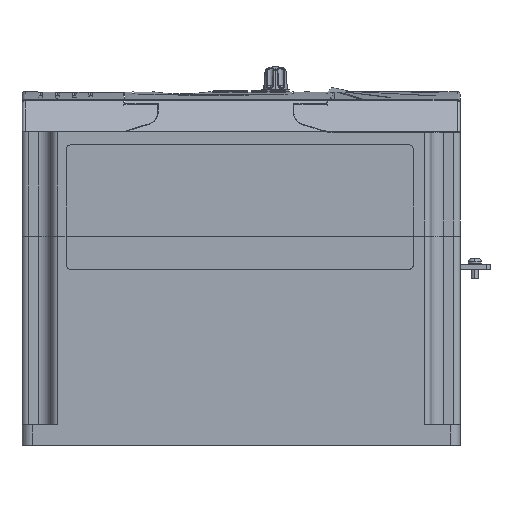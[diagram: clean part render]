
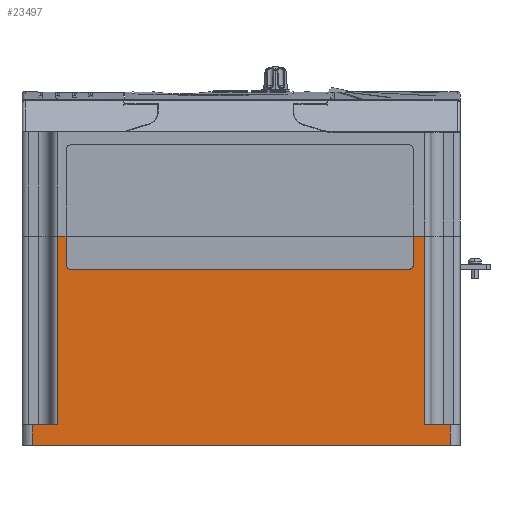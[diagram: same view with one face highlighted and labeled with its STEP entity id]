
A CAD part, left-side view. The second image highlights one B-rep face of the part: STEP entity #23497.
In plain terms, the highlighted planar face has unit normal (-1, 0, 0).
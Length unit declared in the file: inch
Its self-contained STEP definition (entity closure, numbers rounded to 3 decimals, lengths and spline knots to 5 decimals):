
#5 = VECTOR ( 'NONE', #21137, 39.37008 ) ;
#159 = EDGE_CURVE ( 'NONE', #4765, #36963, #27000, .T. ) ;
#694 = DIRECTION ( 'NONE',  ( 0., 1., 0. ) ) ;
#823 = VERTEX_POINT ( 'NONE', #25726 ) ;
#1050 = CARTESIAN_POINT ( 'NONE',  ( -2.46, 4.33, -3.00547 ) ) ;
#1057 = EDGE_CURVE ( 'NONE', #823, #1900, #14922, .T. ) ;
#1900 = VERTEX_POINT ( 'NONE', #9370 ) ;
#2513 = ORIENTED_EDGE ( 'NONE', *, *, #4361, .F. ) ;
#2664 = ORIENTED_EDGE ( 'NONE', *, *, #12684, .T. ) ;
#2870 = ORIENTED_EDGE ( 'NONE', *, *, #15937, .T. ) ;
#3032 = EDGE_CURVE ( 'NONE', #23669, #11332, #20183, .T. ) ;
#3299 = DIRECTION ( 'NONE',  ( 0., 0., 1. ) ) ;
#3315 = VERTEX_POINT ( 'NONE', #8582 ) ;
#4319 = CARTESIAN_POINT ( 'NONE',  ( -2.46, -3.40487, 1.13 ) ) ;
#4361 = EDGE_CURVE ( 'NONE', #36963, #21210, #21970, .T. ) ;
#4628 = CARTESIAN_POINT ( 'NONE',  ( -2.46, -3.40487, 0.5695 ) ) ;
#4765 = VERTEX_POINT ( 'NONE', #4628 ) ;
#4884 = VERTEX_POINT ( 'NONE', #18059 ) ;
#5156 = VECTOR ( 'NONE', #6659, 39.37008 ) ;
#5292 = LINE ( 'NONE', #8321, #20525 ) ;
#5374 = LINE ( 'NONE', #8112, #20611 ) ;
#5445 = VERTEX_POINT ( 'NONE', #6167 ) ;
#5915 = ORIENTED_EDGE ( 'NONE', *, *, #159, .F. ) ;
#6167 = CARTESIAN_POINT ( 'NONE',  ( -2.46, -4.13, -3.00447 ) ) ;
#6208 = CARTESIAN_POINT ( 'NONE',  ( -2.46, -3.40487, -3.00547 ) ) ;
#6616 = DIRECTION ( 'NONE',  ( 0., 0., -1. ) ) ;
#6659 = DIRECTION ( 'NONE',  ( 0., 0., 1. ) ) ;
#6837 = ORIENTED_EDGE ( 'NONE', *, *, #33950, .F. ) ;
#6971 = CARTESIAN_POINT ( 'NONE',  ( -2.46, -3.30487, 0.5695 ) ) ;
#7157 = DIRECTION ( 'NONE',  ( 0., 0., -1. ) ) ;
#7341 = CARTESIAN_POINT ( 'NONE',  ( -2.46, 4.33, 1.13 ) ) ;
#7393 = ORIENTED_EDGE ( 'NONE', *, *, #9284, .T. ) ;
#7437 = CARTESIAN_POINT ( 'NONE',  ( -2.46, -3.75, -3.00447 ) ) ;
#7540 = VERTEX_POINT ( 'NONE', #18263 ) ;
#8112 = CARTESIAN_POINT ( 'NONE',  ( -2.46, 4.13, -3.00547 ) ) ;
#8220 = VECTOR ( 'NONE', #27662, 39.37008 ) ;
#8321 = CARTESIAN_POINT ( 'NONE',  ( -2.46, 3.75, -3.00547 ) ) ;
#8582 = CARTESIAN_POINT ( 'NONE',  ( -2.46, 3.625, 1.13 ) ) ;
#9188 = LINE ( 'NONE', #12462, #8220 ) ;
#9255 = EDGE_CURVE ( 'NONE', #7540, #21210, #15184, .T. ) ;
#9284 = EDGE_CURVE ( 'NONE', #5445, #25843, #21367, .T. ) ;
#9370 = CARTESIAN_POINT ( 'NONE',  ( -2.46, 3.35955, 0.4695 ) ) ;
#9598 = DIRECTION ( 'NONE',  ( 0., -1., 0. ) ) ;
#9731 = CARTESIAN_POINT ( 'NONE',  ( -2.46, -4.13, -3.00547 ) ) ;
#9735 = CARTESIAN_POINT ( 'NONE',  ( -2.46, 3.35955, 0.4695 ) ) ;
#9942 = DIRECTION ( 'NONE',  ( 0., 0., 1. ) ) ;
#9981 = ORIENTED_EDGE ( 'NONE', *, *, #20988, .F. ) ;
#10056 = DIRECTION ( 'NONE',  ( 0., 0., -1. ) ) ;
#11332 = VERTEX_POINT ( 'NONE', #7437 ) ;
#11724 = VECTOR ( 'NONE', #3299, 39.37008 ) ;
#11759 = ORIENTED_EDGE ( 'NONE', *, *, #19598, .F. ) ;
#12133 = VECTOR ( 'NONE', #38356, 39.37008 ) ;
#12462 = CARTESIAN_POINT ( 'NONE',  ( -2.46, 4.33, -3.00447 ) ) ;
#12676 = ORIENTED_EDGE ( 'NONE', *, *, #33600, .T. ) ;
#12684 = EDGE_CURVE ( 'NONE', #4765, #823, #36522, .T. ) ;
#13394 = CARTESIAN_POINT ( 'NONE',  ( -2.46, 3.45955, 1.13 ) ) ;
#13472 = DIRECTION ( 'NONE',  ( 0., -1., 0. ) ) ;
#14116 = CARTESIAN_POINT ( 'NONE',  ( -2.46, 4.13, -3.00447 ) ) ;
#14148 = VERTEX_POINT ( 'NONE', #14116 ) ;
#14322 = AXIS2_PLACEMENT_3D ( 'NONE', #6971, #28308, #10056 ) ;
#14922 = LINE ( 'NONE', #9735, #37350 ) ;
#15184 = LINE ( 'NONE', #18772, #29526 ) ;
#15283 = VECTOR ( 'NONE', #9942, 39.37008 ) ;
#15339 = DIRECTION ( 'NONE',  ( 0., -1., 0. ) ) ;
#15461 = VECTOR ( 'NONE', #6616, 39.37008 ) ;
#15535 = ORIENTED_EDGE ( 'NONE', *, *, #9255, .T. ) ;
#15873 = CARTESIAN_POINT ( 'NONE',  ( -2.46, 4.33, -3.00547 ) ) ;
#15937 = EDGE_CURVE ( 'NONE', #36688, #4884, #37153, .T. ) ;
#16236 = LINE ( 'NONE', #34207, #15283 ) ;
#16289 = DIRECTION ( 'NONE',  ( 1., 0., 0. ) ) ;
#16752 = AXIS2_PLACEMENT_3D ( 'NONE', #1050, #25433, #7157 ) ;
#17653 = EDGE_CURVE ( 'NONE', #1900, #30424, #39319, .T. ) ;
#18059 = CARTESIAN_POINT ( 'NONE',  ( -2.46, 4.13, -2.6 ) ) ;
#18085 = CARTESIAN_POINT ( 'NONE',  ( -2.46, 4.33, -3.00447 ) ) ;
#18263 = CARTESIAN_POINT ( 'NONE',  ( -2.46, -3.625, -2.6 ) ) ;
#18772 = CARTESIAN_POINT ( 'NONE',  ( -2.46, -3.625, -3.00547 ) ) ;
#19189 = CARTESIAN_POINT ( 'NONE',  ( -2.46, 4.33, 1.13 ) ) ;
#19507 = DIRECTION ( 'NONE',  ( 0., 1., 0. ) ) ;
#19598 = EDGE_CURVE ( 'NONE', #5445, #11332, #9188, .T. ) ;
#20036 = CARTESIAN_POINT ( 'NONE',  ( -2.46, -3.75, -3.00547 ) ) ;
#20160 = EDGE_CURVE ( 'NONE', #30424, #34611, #16236, .T. ) ;
#20183 = LINE ( 'NONE', #20036, #12133 ) ;
#20206 = DIRECTION ( 'NONE',  ( 0., 0., -1. ) ) ;
#20525 = VECTOR ( 'NONE', #23637, 39.37008 ) ;
#20611 = VECTOR ( 'NONE', #20206, 39.37008 ) ;
#20986 = ORIENTED_EDGE ( 'NONE', *, *, #34269, .F. ) ;
#20988 = EDGE_CURVE ( 'NONE', #33245, #14148, #32404, .T. ) ;
#21137 = DIRECTION ( 'NONE',  ( 0., 1., 0. ) ) ;
#21140 = FACE_OUTER_BOUND ( 'NONE', #29256, .T. ) ;
#21210 = VERTEX_POINT ( 'NONE', #25416 ) ;
#21286 = LINE ( 'NONE', #15873, #37530 ) ;
#21367 = LINE ( 'NONE', #9731, #5156 ) ;
#21861 = EDGE_CURVE ( 'NONE', #27525, #23669, #21286, .T. ) ;
#21970 = LINE ( 'NONE', #7341, #29154 ) ;
#22450 = AXIS2_PLACEMENT_3D ( 'NONE', #34599, #16289, #37633 ) ;
#22605 = CARTESIAN_POINT ( 'NONE',  ( -2.46, 3.45955, 0.5695 ) ) ;
#23497 = ADVANCED_FACE ( 'NONE', ( #21140 ), #31199, .F. ) ;
#23558 = LINE ( 'NONE', #27954, #15461 ) ;
#23637 = DIRECTION ( 'NONE',  ( 0., 0., -1. ) ) ;
#23669 = VERTEX_POINT ( 'NONE', #38621 ) ;
#23846 = ORIENTED_EDGE ( 'NONE', *, *, #36843, .T. ) ;
#23974 = CARTESIAN_POINT ( 'NONE',  ( -2.46, 3.75, -3.00547 ) ) ;
#24821 = LINE ( 'NONE', #19189, #32932 ) ;
#25416 = CARTESIAN_POINT ( 'NONE',  ( -2.46, -3.625, 1.13 ) ) ;
#25433 = DIRECTION ( 'NONE',  ( 1., 0., 0. ) ) ;
#25726 = CARTESIAN_POINT ( 'NONE',  ( -2.46, -3.30487, 0.4695 ) ) ;
#25843 = VERTEX_POINT ( 'NONE', #34625 ) ;
#27000 = LINE ( 'NONE', #6208, #11724 ) ;
#27484 = ORIENTED_EDGE ( 'NONE', *, *, #17653, .T. ) ;
#27525 = VERTEX_POINT ( 'NONE', #23974 ) ;
#27662 = DIRECTION ( 'NONE',  ( 0., 1., 0. ) ) ;
#27954 = CARTESIAN_POINT ( 'NONE',  ( -2.46, 3.625, -3.00547 ) ) ;
#28308 = DIRECTION ( 'NONE',  ( 1., 0., 0. ) ) ;
#28417 = DIRECTION ( 'NONE',  ( 0., -1., 0. ) ) ;
#28617 = ORIENTED_EDGE ( 'NONE', *, *, #20160, .T. ) ;
#29053 = VECTOR ( 'NONE', #19507, 39.37008 ) ;
#29089 = VECTOR ( 'NONE', #9598, 39.37008 ) ;
#29154 = VECTOR ( 'NONE', #13472, 39.37008 ) ;
#29256 = EDGE_LOOP ( 'NONE', ( #30679, #36350, #11759, #7393, #20986, #15535, #2513, #5915, #2664, #31059, #27484, #28617, #6837, #23846, #2870, #30072, #9981, #12676 ) ) ;
#29526 = VECTOR ( 'NONE', #34006, 39.37008 ) ;
#30072 = ORIENTED_EDGE ( 'NONE', *, *, #37336, .T. ) ;
#30244 = CARTESIAN_POINT ( 'NONE',  ( -2.46, 3.625, -2.6 ) ) ;
#30424 = VERTEX_POINT ( 'NONE', #22605 ) ;
#30679 = ORIENTED_EDGE ( 'NONE', *, *, #21861, .T. ) ;
#30966 = CARTESIAN_POINT ( 'NONE',  ( -2.46, 4.33, -2.6 ) ) ;
#31059 = ORIENTED_EDGE ( 'NONE', *, *, #1057, .T. ) ;
#31199 = PLANE ( 'NONE',  #16752 ) ;
#32404 = LINE ( 'NONE', #18085, #5 ) ;
#32932 = VECTOR ( 'NONE', #28417, 39.37008 ) ;
#33245 = VERTEX_POINT ( 'NONE', #33964 ) ;
#33600 = EDGE_CURVE ( 'NONE', #33245, #27525, #5292, .T. ) ;
#33950 = EDGE_CURVE ( 'NONE', #3315, #34611, #24821, .T. ) ;
#33964 = CARTESIAN_POINT ( 'NONE',  ( -2.46, 3.75, -3.00447 ) ) ;
#34006 = DIRECTION ( 'NONE',  ( 0., 0., 1. ) ) ;
#34207 = CARTESIAN_POINT ( 'NONE',  ( -2.46, 3.45955, 2.83615 ) ) ;
#34269 = EDGE_CURVE ( 'NONE', #7540, #25843, #38142, .T. ) ;
#34599 = CARTESIAN_POINT ( 'NONE',  ( -2.46, 3.35955, 0.5695 ) ) ;
#34611 = VERTEX_POINT ( 'NONE', #13394 ) ;
#34625 = CARTESIAN_POINT ( 'NONE',  ( -2.46, -4.13, -2.6 ) ) ;
#36350 = ORIENTED_EDGE ( 'NONE', *, *, #3032, .T. ) ;
#36522 = CIRCLE ( 'NONE', #14322, 0.1 ) ;
#36688 = VERTEX_POINT ( 'NONE', #30244 ) ;
#36843 = EDGE_CURVE ( 'NONE', #3315, #36688, #23558, .T. ) ;
#36963 = VERTEX_POINT ( 'NONE', #4319 ) ;
#37031 = CARTESIAN_POINT ( 'NONE',  ( -2.46, 4.33, -2.6 ) ) ;
#37153 = LINE ( 'NONE', #37031, #29053 ) ;
#37336 = EDGE_CURVE ( 'NONE', #4884, #14148, #5374, .T. ) ;
#37350 = VECTOR ( 'NONE', #694, 39.37008 ) ;
#37530 = VECTOR ( 'NONE', #15339, 39.37008 ) ;
#37633 = DIRECTION ( 'NONE',  ( 0., 0., 1. ) ) ;
#38142 = LINE ( 'NONE', #30966, #29089 ) ;
#38356 = DIRECTION ( 'NONE',  ( 0., 0., 1. ) ) ;
#38621 = CARTESIAN_POINT ( 'NONE',  ( -2.46, -3.75, -3.00547 ) ) ;
#39319 = CIRCLE ( 'NONE', #22450, 0.1 ) ;
